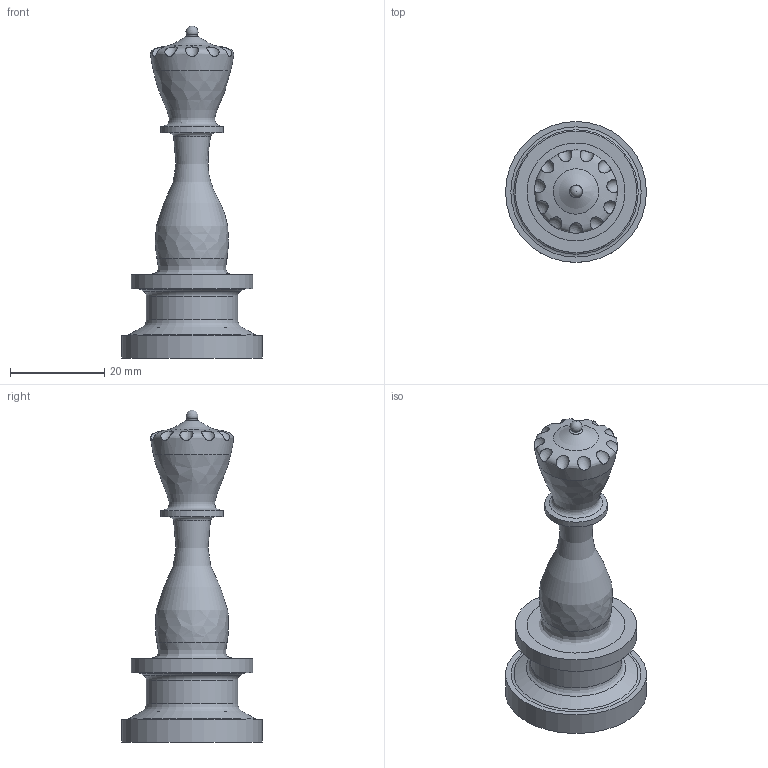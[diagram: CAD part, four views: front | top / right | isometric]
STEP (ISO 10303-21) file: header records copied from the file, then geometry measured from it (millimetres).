
FILE_DESCRIPTION(/* description */ (''),/* implementation_level */ '2;1');
FILE_NAME(/* name */ 'queen.stp',/* time_stamp */ '2024-02-07T14:36:16+01:00',/* author */ (''),/* organization */ (''),/* preprocessor_version */ 'ST-DEVELOPER v18.1',/* originating_system */ 'SIEMENS PLM Software NX 1961',/* authorisation */ '');
FILE_SCHEMA (('AUTOMOTIVE_DESIGN { 1 0 10303 214 3 1 1 1 }'));
Length unit declared in the file: millimetre
Products named in the file (1): queen
Bounding box: 29.95 x 29.95 x 70.59 mm (x, y, z)
Volume: 14620.2 mm3; surface area: 5128.2 mm2
Topology: 1 solids, 1 shells, 35 faces, 56 edges, 36 vertices
Faces by surface type: revolution 14, plane 5, bspline 4, cylinder 4, torus 4, cone 3, sphere 1
Full cylindrical faces by diameter (mm): 13.363 x1, 19.418 x1, 25.837 x1, 29.952 x1
Entity records: 2047 total; most frequent: CARTESIAN_POINT 1518, DIRECTION 80, EDGE_LOOP 68, ORIENTED_EDGE 68, FACE_BOUND 55, ADVANCED_FACE 35, VERTEX_POINT 34, EDGE_CURVE 34
